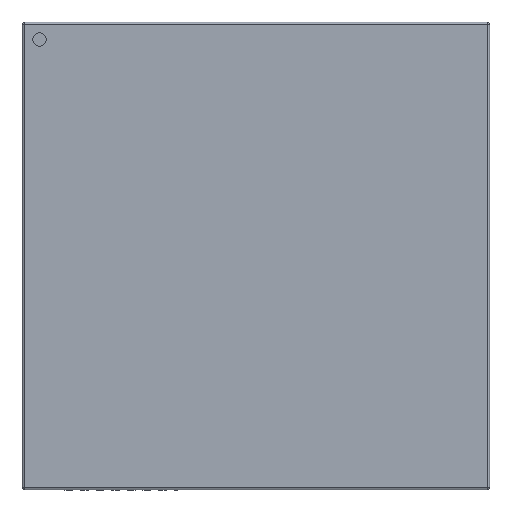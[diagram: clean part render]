
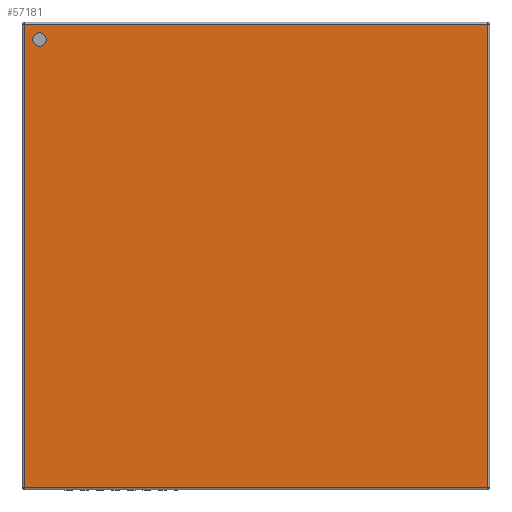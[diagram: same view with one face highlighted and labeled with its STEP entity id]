
A CAD part, top view. The second image highlights one B-rep face of the part: STEP entity #57181.
In plain terms, the highlighted planar face has unit normal (0, 0, 1).
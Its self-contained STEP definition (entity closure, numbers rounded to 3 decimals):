
#12302 = CYLINDRICAL_SURFACE('',#12303,0.05);
#12303 = AXIS2_PLACEMENT_3D('',#12304,#12305,#12306);
#12304 = CARTESIAN_POINT('',(-5.99,5.94,0.83));
#12305 = DIRECTION('',(1.,0.,0.));
#12306 = DIRECTION('',(0.,1.,0.));
#48959 = VERTEX_POINT('',#48960);
#48960 = CARTESIAN_POINT('',(-5.94,5.94,0.88));
#48982 = EDGE_CURVE('',#48959,#48983,#48985,.T.);
#48983 = VERTEX_POINT('',#48984);
#48984 = CARTESIAN_POINT('',(5.94,5.94,0.88));
#48985 = SURFACE_CURVE('',#48986,(#48990,#48997),.PCURVE_S1.);
#48986 = LINE('',#48987,#48988);
#48987 = CARTESIAN_POINT('',(-5.99,5.94,0.88));
#48988 = VECTOR('',#48989,1.);
#48989 = DIRECTION('',(1.,0.,0.));
#48990 = PCURVE('',#12302,#48991);
#48991 = DEFINITIONAL_REPRESENTATION('',(#48992),#48996);
#48992 = LINE('',#48993,#48994);
#48993 = CARTESIAN_POINT('',(1.571,0.));
#48994 = VECTOR('',#48995,1.);
#48995 = DIRECTION('',(0.,1.));
#48996 = ( GEOMETRIC_REPRESENTATION_CONTEXT(2) 
PARAMETRIC_REPRESENTATION_CONTEXT() REPRESENTATION_CONTEXT('2D SPACE',''
  ) );
#48997 = PCURVE('',#48998,#49003);
#48998 = PLANE('',#48999);
#48999 = AXIS2_PLACEMENT_3D('',#49000,#49001,#49002);
#49000 = CARTESIAN_POINT('',(-5.99,-5.99,0.88));
#49001 = DIRECTION('',(0.,0.,1.));
#49002 = DIRECTION('',(1.,0.,0.));
#49003 = DEFINITIONAL_REPRESENTATION('',(#49004),#49008);
#49004 = LINE('',#49005,#49006);
#49005 = CARTESIAN_POINT('',(0.,11.93));
#49006 = VECTOR('',#49007,1.);
#49007 = DIRECTION('',(1.,0.));
#49008 = ( GEOMETRIC_REPRESENTATION_CONTEXT(2) 
PARAMETRIC_REPRESENTATION_CONTEXT() REPRESENTATION_CONTEXT('2D SPACE',''
  ) );
#49773 = CYLINDRICAL_SURFACE('',#49774,0.05);
#49774 = AXIS2_PLACEMENT_3D('',#49775,#49776,#49777);
#49775 = CARTESIAN_POINT('',(-5.94,5.94,0.83));
#49776 = DIRECTION('',(-0.,-1.,-0.));
#49777 = DIRECTION('',(-1.,0.,0.));
#50454 = CYLINDRICAL_SURFACE('',#50455,0.05);
#50455 = AXIS2_PLACEMENT_3D('',#50456,#50457,#50458);
#50456 = CARTESIAN_POINT('',(-5.99,-5.94,0.83));
#50457 = DIRECTION('',(1.,0.,0.));
#50458 = DIRECTION('',(0.,-1.,0.));
#54765 = CYLINDRICAL_SURFACE('',#54766,0.05);
#54766 = AXIS2_PLACEMENT_3D('',#54767,#54768,#54769);
#54767 = CARTESIAN_POINT('',(5.94,-5.94,0.83));
#54768 = DIRECTION('',(0.,1.,0.));
#54769 = DIRECTION('',(0.,0.,1.));
#57181 = ADVANCED_FACE('',(#57182,#57252),#48998,.T.);
#57182 = FACE_BOUND('',#57183,.T.);
#57183 = EDGE_LOOP('',(#57184,#57209,#57230,#57231));
#57184 = ORIENTED_EDGE('',*,*,#57185,.T.);
#57185 = EDGE_CURVE('',#57186,#57188,#57190,.T.);
#57186 = VERTEX_POINT('',#57187);
#57187 = CARTESIAN_POINT('',(-5.94,-5.94,0.88));
#57188 = VERTEX_POINT('',#57189);
#57189 = CARTESIAN_POINT('',(5.94,-5.94,0.88));
#57190 = SURFACE_CURVE('',#57191,(#57195,#57202),.PCURVE_S1.);
#57191 = LINE('',#57192,#57193);
#57192 = CARTESIAN_POINT('',(-5.99,-5.94,0.88));
#57193 = VECTOR('',#57194,1.);
#57194 = DIRECTION('',(1.,0.,0.));
#57195 = PCURVE('',#48998,#57196);
#57196 = DEFINITIONAL_REPRESENTATION('',(#57197),#57201);
#57197 = LINE('',#57198,#57199);
#57198 = CARTESIAN_POINT('',(0.,0.05));
#57199 = VECTOR('',#57200,1.);
#57200 = DIRECTION('',(1.,0.));
#57201 = ( GEOMETRIC_REPRESENTATION_CONTEXT(2) 
PARAMETRIC_REPRESENTATION_CONTEXT() REPRESENTATION_CONTEXT('2D SPACE',''
  ) );
#57202 = PCURVE('',#50454,#57203);
#57203 = DEFINITIONAL_REPRESENTATION('',(#57204),#57208);
#57204 = LINE('',#57205,#57206);
#57205 = CARTESIAN_POINT('',(-1.571,0.));
#57206 = VECTOR('',#57207,1.);
#57207 = DIRECTION('',(-0.,1.));
#57208 = ( GEOMETRIC_REPRESENTATION_CONTEXT(2) 
PARAMETRIC_REPRESENTATION_CONTEXT() REPRESENTATION_CONTEXT('2D SPACE',''
  ) );
#57209 = ORIENTED_EDGE('',*,*,#57210,.T.);
#57210 = EDGE_CURVE('',#57188,#48983,#57211,.T.);
#57211 = SURFACE_CURVE('',#57212,(#57216,#57223),.PCURVE_S1.);
#57212 = LINE('',#57213,#57214);
#57213 = CARTESIAN_POINT('',(5.94,-5.94,0.88));
#57214 = VECTOR('',#57215,1.);
#57215 = DIRECTION('',(0.,1.,0.));
#57216 = PCURVE('',#48998,#57217);
#57217 = DEFINITIONAL_REPRESENTATION('',(#57218),#57222);
#57218 = LINE('',#57219,#57220);
#57219 = CARTESIAN_POINT('',(11.93,0.05));
#57220 = VECTOR('',#57221,1.);
#57221 = DIRECTION('',(0.,1.));
#57222 = ( GEOMETRIC_REPRESENTATION_CONTEXT(2) 
PARAMETRIC_REPRESENTATION_CONTEXT() REPRESENTATION_CONTEXT('2D SPACE',''
  ) );
#57223 = PCURVE('',#54765,#57224);
#57224 = DEFINITIONAL_REPRESENTATION('',(#57225),#57229);
#57225 = LINE('',#57226,#57227);
#57226 = CARTESIAN_POINT('',(0.,0.));
#57227 = VECTOR('',#57228,1.);
#57228 = DIRECTION('',(0.,1.));
#57229 = ( GEOMETRIC_REPRESENTATION_CONTEXT(2) 
PARAMETRIC_REPRESENTATION_CONTEXT() REPRESENTATION_CONTEXT('2D SPACE',''
  ) );
#57230 = ORIENTED_EDGE('',*,*,#48982,.F.);
#57231 = ORIENTED_EDGE('',*,*,#57232,.T.);
#57232 = EDGE_CURVE('',#48959,#57186,#57233,.T.);
#57233 = SURFACE_CURVE('',#57234,(#57238,#57245),.PCURVE_S1.);
#57234 = LINE('',#57235,#57236);
#57235 = CARTESIAN_POINT('',(-5.94,5.94,0.88));
#57236 = VECTOR('',#57237,1.);
#57237 = DIRECTION('',(-0.,-1.,-0.));
#57238 = PCURVE('',#48998,#57239);
#57239 = DEFINITIONAL_REPRESENTATION('',(#57240),#57244);
#57240 = LINE('',#57241,#57242);
#57241 = CARTESIAN_POINT('',(0.05,11.93));
#57242 = VECTOR('',#57243,1.);
#57243 = DIRECTION('',(-0.,-1.));
#57244 = ( GEOMETRIC_REPRESENTATION_CONTEXT(2) 
PARAMETRIC_REPRESENTATION_CONTEXT() REPRESENTATION_CONTEXT('2D SPACE',''
  ) );
#57245 = PCURVE('',#49773,#57246);
#57246 = DEFINITIONAL_REPRESENTATION('',(#57247),#57251);
#57247 = LINE('',#57248,#57249);
#57248 = CARTESIAN_POINT('',(-1.571,0.));
#57249 = VECTOR('',#57250,1.);
#57250 = DIRECTION('',(-0.,1.));
#57251 = ( GEOMETRIC_REPRESENTATION_CONTEXT(2) 
PARAMETRIC_REPRESENTATION_CONTEXT() REPRESENTATION_CONTEXT('2D SPACE',''
  ) );
#57252 = FACE_BOUND('',#57253,.T.);
#57253 = EDGE_LOOP('',(#57254));
#57254 = ORIENTED_EDGE('',*,*,#57255,.F.);
#57255 = EDGE_CURVE('',#57256,#57256,#57258,.T.);
#57256 = VERTEX_POINT('',#57257);
#57257 = CARTESIAN_POINT('',(-5.375,-5.55,0.88));
#57258 = SURFACE_CURVE('',#57259,(#57264,#57271),.PCURVE_S1.);
#57259 = CIRCLE('',#57260,0.175);
#57260 = AXIS2_PLACEMENT_3D('',#57261,#57262,#57263);
#57261 = CARTESIAN_POINT('',(-5.55,-5.55,0.88));
#57262 = DIRECTION('',(0.,-0.,1.));
#57263 = DIRECTION('',(1.,0.,0.));
#57264 = PCURVE('',#48998,#57265);
#57265 = DEFINITIONAL_REPRESENTATION('',(#57266),#57270);
#57266 = CIRCLE('',#57267,0.175);
#57267 = AXIS2_PLACEMENT_2D('',#57268,#57269);
#57268 = CARTESIAN_POINT('',(0.44,0.44));
#57269 = DIRECTION('',(1.,0.));
#57270 = ( GEOMETRIC_REPRESENTATION_CONTEXT(2) 
PARAMETRIC_REPRESENTATION_CONTEXT() REPRESENTATION_CONTEXT('2D SPACE',''
  ) );
#57271 = PCURVE('',#57272,#57277);
#57272 = CYLINDRICAL_SURFACE('',#57273,0.175);
#57273 = AXIS2_PLACEMENT_3D('',#57274,#57275,#57276);
#57274 = CARTESIAN_POINT('',(-5.55,-5.55,0.88));
#57275 = DIRECTION('',(-0.,-0.,-1.));
#57276 = DIRECTION('',(1.,0.,0.));
#57277 = DEFINITIONAL_REPRESENTATION('',(#57278),#57282);
#57278 = LINE('',#57279,#57280);
#57279 = CARTESIAN_POINT('',(-0.,0.));
#57280 = VECTOR('',#57281,1.);
#57281 = DIRECTION('',(-1.,0.));
#57282 = ( GEOMETRIC_REPRESENTATION_CONTEXT(2) 
PARAMETRIC_REPRESENTATION_CONTEXT() REPRESENTATION_CONTEXT('2D SPACE',''
  ) );
